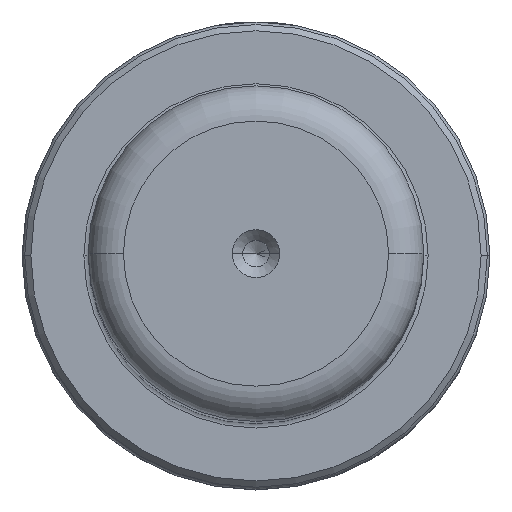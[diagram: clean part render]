
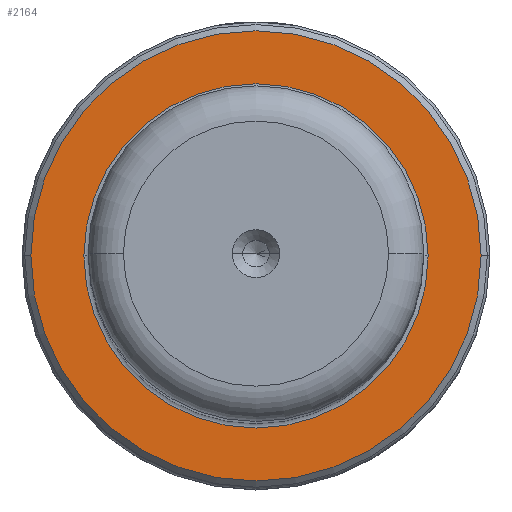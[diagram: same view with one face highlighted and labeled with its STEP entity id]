
A CAD part, top view. The second image highlights one B-rep face of the part: STEP entity #2164.
In plain terms, the highlighted planar face has unit normal (0, 0, 1).
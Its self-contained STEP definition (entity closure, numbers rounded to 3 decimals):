
#53 = DIRECTION ( 'NONE',  ( 1., 0., 0. ) ) ;
#297 = EDGE_LOOP ( 'NONE', ( #2698, #309 ) ) ;
#309 = ORIENTED_EDGE ( 'NONE', *, *, #2357, .T. ) ;
#594 = DIRECTION ( 'NONE',  ( 0., 0., 1. ) ) ;
#737 = CARTESIAN_POINT ( 'NONE',  ( 0., 0., 39. ) ) ;
#759 = CARTESIAN_POINT ( 'NONE',  ( 19.5, 0., 39. ) ) ;
#939 = AXIS2_PLACEMENT_3D ( 'NONE', #1691, #594, #53 ) ;
#1049 = CARTESIAN_POINT ( 'NONE',  ( 0., 0., 39. ) ) ;
#1275 = EDGE_LOOP ( 'NONE', ( #2335, #2376 ) ) ;
#1391 = DIRECTION ( 'NONE',  ( -1., 0., 0. ) ) ;
#1452 = EDGE_CURVE ( 'NONE', #3148, #2013, #3191, .T. ) ;
#1527 = DIRECTION ( 'NONE',  ( 1., 0., 0. ) ) ;
#1609 = DIRECTION ( 'NONE',  ( 0., 0., -1. ) ) ;
#1651 = FACE_BOUND ( 'NONE', #1275, .T. ) ;
#1691 = CARTESIAN_POINT ( 'NONE',  ( 0., 0., 39. ) ) ;
#1708 = AXIS2_PLACEMENT_3D ( 'NONE', #737, #3140, #2863 ) ;
#1748 = CARTESIAN_POINT ( 'NONE',  ( -19.5, 0., 39. ) ) ;
#1775 = PLANE ( 'NONE',  #939 ) ;
#2013 = VERTEX_POINT ( 'NONE', #759 ) ;
#2024 = CIRCLE ( 'NONE', #2459, 19.5 ) ;
#2132 = AXIS2_PLACEMENT_3D ( 'NONE', #2341, #2855, #1527 ) ;
#2164 = ADVANCED_FACE ( 'NONE', ( #1651, #3371 ), #1775, .T. ) ;
#2335 = ORIENTED_EDGE ( 'NONE', *, *, #1452, .T. ) ;
#2341 = CARTESIAN_POINT ( 'NONE',  ( 0., 0., 39. ) ) ;
#2357 = EDGE_CURVE ( 'NONE', #3046, #2790, #2623, .T. ) ;
#2376 = ORIENTED_EDGE ( 'NONE', *, *, #2672, .T. ) ;
#2455 = CARTESIAN_POINT ( 'NONE',  ( 0., 0., 39. ) ) ;
#2459 = AXIS2_PLACEMENT_3D ( 'NONE', #2455, #1609, #1391 ) ;
#2623 = CIRCLE ( 'NONE', #2132, 25.5 ) ;
#2625 = DIRECTION ( 'NONE',  ( 0., 0., 1. ) ) ;
#2649 = CARTESIAN_POINT ( 'NONE',  ( 25.5, 0., 39. ) ) ;
#2672 = EDGE_CURVE ( 'NONE', #2013, #3148, #2024, .T. ) ;
#2698 = ORIENTED_EDGE ( 'NONE', *, *, #3320, .T. ) ;
#2790 = VERTEX_POINT ( 'NONE', #3349 ) ;
#2798 = CIRCLE ( 'NONE', #3412, 25.5 ) ;
#2855 = DIRECTION ( 'NONE',  ( 0., 0., 1. ) ) ;
#2863 = DIRECTION ( 'NONE',  ( -1., 0., 0. ) ) ;
#3046 = VERTEX_POINT ( 'NONE', #2649 ) ;
#3140 = DIRECTION ( 'NONE',  ( 0., 0., -1. ) ) ;
#3148 = VERTEX_POINT ( 'NONE', #1748 ) ;
#3157 = DIRECTION ( 'NONE',  ( 1., 0., 0. ) ) ;
#3191 = CIRCLE ( 'NONE', #1708, 19.5 ) ;
#3320 = EDGE_CURVE ( 'NONE', #2790, #3046, #2798, .T. ) ;
#3349 = CARTESIAN_POINT ( 'NONE',  ( -25.5, 0., 39. ) ) ;
#3371 = FACE_OUTER_BOUND ( 'NONE', #297, .T. ) ;
#3412 = AXIS2_PLACEMENT_3D ( 'NONE', #1049, #2625, #3157 ) ;
